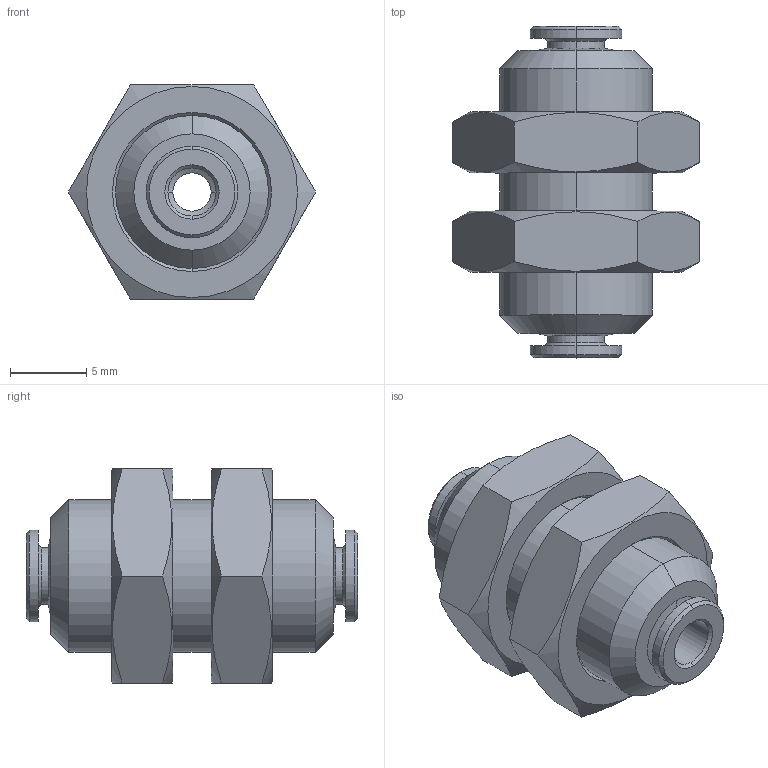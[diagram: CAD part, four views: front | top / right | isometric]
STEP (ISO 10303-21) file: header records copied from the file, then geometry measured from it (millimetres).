
FILE_DESCRIPTION (( 'STEP AP203' ), '1' );
FILE_NAME ('A0170000.STEP', '2009-11-27T15:48:36', ( 'Gabriele' ), ( 'C.Matic srl' ), 'SwSTEP 2.0', 'SolidWorks 2009', '' );
FILE_SCHEMA (( 'CONFIG_CONTROL_DESIGN' ));
Length unit declared in the file: millimetre
Products named in the file (1): A0170000
Bounding box: 16.17 x 21.7 x 14 mm (x, y, z)
Volume: 2021.5 mm3; surface area: 1492.8 mm2
Topology: 1 solids, 1 shells, 82 faces, 188 edges, 116 vertices
Faces by surface type: cone 40, plane 22, cylinder 20
Entity records: 2585 total; most frequent: CARTESIAN_POINT 643, DIRECTION 406, ORIENTED_EDGE 376, EDGE_CURVE 188, AXIS2_PLACEMENT_3D 167, VERTEX_POINT 116, EDGE_LOOP 92, CIRCLE 84
